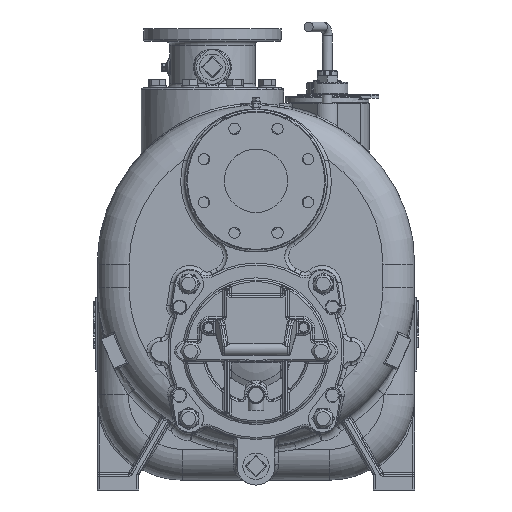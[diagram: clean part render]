
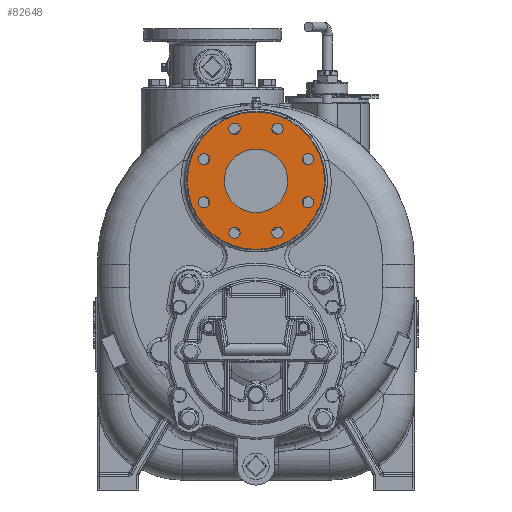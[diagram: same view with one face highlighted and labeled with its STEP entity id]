
A CAD part, front view. The second image highlights one B-rep face of the part: STEP entity #82648.
In plain terms, the highlighted planar face has unit normal (0, -1, 0).
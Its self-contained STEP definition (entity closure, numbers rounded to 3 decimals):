
#1843=PLANE('',#88809);
#27571=ORIENTED_EDGE('',*,*,#36398,.F.);
#27572=ORIENTED_EDGE('',*,*,#36397,.T.);
#27573=ORIENTED_EDGE('',*,*,#36396,.F.);
#27574=ORIENTED_EDGE('',*,*,#36394,.F.);
#27575=ORIENTED_EDGE('',*,*,#36392,.F.);
#27576=ORIENTED_EDGE('',*,*,#36390,.F.);
#27577=ORIENTED_EDGE('',*,*,#36388,.F.);
#27578=ORIENTED_EDGE('',*,*,#36386,.F.);
#27579=ORIENTED_EDGE('',*,*,#36384,.F.);
#27580=ORIENTED_EDGE('',*,*,#36382,.F.);
#36382=EDGE_CURVE('',#41691,#41691,#44871,.T.);
#36384=EDGE_CURVE('',#41693,#41693,#44873,.T.);
#36386=EDGE_CURVE('',#41695,#41695,#44875,.T.);
#36388=EDGE_CURVE('',#41697,#41697,#44877,.T.);
#36390=EDGE_CURVE('',#41699,#41699,#44879,.T.);
#36392=EDGE_CURVE('',#41701,#41701,#44881,.T.);
#36394=EDGE_CURVE('',#41703,#41703,#44883,.T.);
#36396=EDGE_CURVE('',#41705,#41705,#44885,.T.);
#36397=EDGE_CURVE('',#41706,#41706,#44886,.T.);
#36398=EDGE_CURVE('',#41707,#41707,#44887,.T.);
#41691=VERTEX_POINT('',#150368);
#41693=VERTEX_POINT('',#150373);
#41695=VERTEX_POINT('',#150378);
#41697=VERTEX_POINT('',#150383);
#41699=VERTEX_POINT('',#150388);
#41701=VERTEX_POINT('',#150393);
#41703=VERTEX_POINT('',#150398);
#41705=VERTEX_POINT('',#150406);
#41706=VERTEX_POINT('',#150411);
#41707=VERTEX_POINT('',#150414);
#44871=CIRCLE('',#88780,9.);
#44873=CIRCLE('',#88783,9.);
#44875=CIRCLE('',#88786,9.);
#44877=CIRCLE('',#88789,9.);
#44879=CIRCLE('',#88792,9.);
#44881=CIRCLE('',#88795,9.);
#44883=CIRCLE('',#88798,9.);
#44885=CIRCLE('',#88804,9.);
#44886=CIRCLE('',#88808,109.982);
#44887=CIRCLE('',#88810,50.8);
#48841=EDGE_LOOP('',(#27571));
#48842=EDGE_LOOP('',(#27572));
#48843=EDGE_LOOP('',(#27573));
#48844=EDGE_LOOP('',(#27574));
#48845=EDGE_LOOP('',(#27575));
#48846=EDGE_LOOP('',(#27576));
#48847=EDGE_LOOP('',(#27577));
#48848=EDGE_LOOP('',(#27578));
#48849=EDGE_LOOP('',(#27579));
#48850=EDGE_LOOP('',(#27580));
#52973=FACE_BOUND('',#48841,.T.);
#52974=FACE_BOUND('',#48842,.T.);
#52975=FACE_BOUND('',#48843,.T.);
#52976=FACE_BOUND('',#48844,.T.);
#52977=FACE_BOUND('',#48845,.T.);
#52978=FACE_BOUND('',#48846,.T.);
#52979=FACE_BOUND('',#48847,.T.);
#52980=FACE_BOUND('',#48848,.T.);
#52981=FACE_BOUND('',#48849,.T.);
#52982=FACE_BOUND('',#48850,.T.);
#82648=ADVANCED_FACE('',(#52973,#52974,#52975,#52976,#52977,#52978,#52979,
#52980,#52981,#52982),#1843,.T.);
#88780=AXIS2_PLACEMENT_3D('',#150367,#104823,#104824);
#88783=AXIS2_PLACEMENT_3D('',#150372,#104829,#104830);
#88786=AXIS2_PLACEMENT_3D('',#150377,#104835,#104836);
#88789=AXIS2_PLACEMENT_3D('',#150382,#104841,#104842);
#88792=AXIS2_PLACEMENT_3D('',#150387,#104847,#104848);
#88795=AXIS2_PLACEMENT_3D('',#150392,#104853,#104854);
#88798=AXIS2_PLACEMENT_3D('',#150397,#104859,#104860);
#88804=AXIS2_PLACEMENT_3D('',#150405,#104871,#104872);
#88808=AXIS2_PLACEMENT_3D('',#150410,#104879,#104880);
#88809=AXIS2_PLACEMENT_3D('',#150412,#104881,#104882);
#88810=AXIS2_PLACEMENT_3D('',#150413,#104883,#104884);
#104823=DIRECTION('',(0.,-1.,0.));
#104824=DIRECTION('',(0.707,0.,0.707));
#104829=DIRECTION('',(0.,-1.,0.));
#104830=DIRECTION('',(1.,0.,0.));
#104835=DIRECTION('',(0.,-1.,0.));
#104836=DIRECTION('',(0.707,0.,-0.707));
#104841=DIRECTION('',(0.,-1.,0.));
#104842=DIRECTION('',(0.,0.,-1.));
#104847=DIRECTION('',(0.,-1.,0.));
#104848=DIRECTION('',(-0.707,0.,-0.707));
#104853=DIRECTION('',(0.,-1.,0.));
#104854=DIRECTION('',(-1.,0.,0.));
#104859=DIRECTION('',(0.,-1.,0.));
#104860=DIRECTION('',(-0.707,0.,0.707));
#104871=DIRECTION('',(0.,-1.,0.));
#104872=DIRECTION('',(0.,0.,1.));
#104879=DIRECTION('',(0.,-1.,0.));
#104880=DIRECTION('',(0.,0.,1.));
#104881=DIRECTION('',(0.,-1.,0.));
#104882=DIRECTION('',(0.,0.,1.));
#104883=DIRECTION('',(0.,-1.,0.));
#104884=DIRECTION('',(0.,0.,1.));
#150367=CARTESIAN_POINT('',(34.458,-313.436,356.239));
#150368=CARTESIAN_POINT('',(40.822,-313.436,362.603));
#150372=CARTESIAN_POINT('',(83.189,-313.436,307.508));
#150373=CARTESIAN_POINT('',(92.189,-313.436,307.508));
#150377=CARTESIAN_POINT('',(83.189,-313.436,238.592));
#150378=CARTESIAN_POINT('',(89.553,-313.436,232.228));
#150382=CARTESIAN_POINT('',(34.458,-313.436,189.861));
#150383=CARTESIAN_POINT('',(34.458,-313.436,180.861));
#150387=CARTESIAN_POINT('',(-34.458,-313.436,189.861));
#150388=CARTESIAN_POINT('',(-40.822,-313.436,183.497));
#150392=CARTESIAN_POINT('',(-83.189,-313.436,238.592));
#150393=CARTESIAN_POINT('',(-92.189,-313.436,238.592));
#150397=CARTESIAN_POINT('',(-83.189,-313.436,307.508));
#150398=CARTESIAN_POINT('',(-89.553,-313.436,313.872));
#150405=CARTESIAN_POINT('',(-34.458,-313.436,356.239));
#150406=CARTESIAN_POINT('',(-34.458,-313.436,365.239));
#150410=CARTESIAN_POINT('',(0.,-313.436,273.05));
#150411=CARTESIAN_POINT('',(0.,-313.436,383.032));
#150412=CARTESIAN_POINT('',(0.,-313.436,323.85));
#150413=CARTESIAN_POINT('',(0.,-313.436,273.05));
#150414=CARTESIAN_POINT('',(0.,-313.436,323.85));
